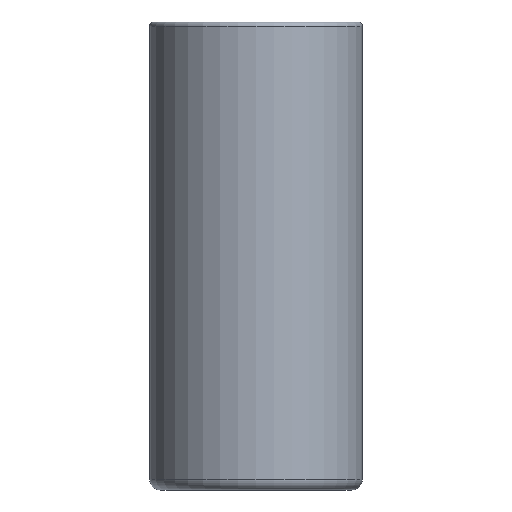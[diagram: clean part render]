
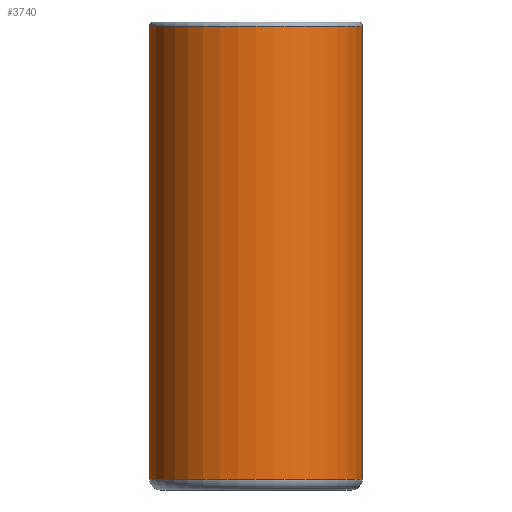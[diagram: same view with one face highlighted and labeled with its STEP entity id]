
A CAD part, front view. The second image highlights one B-rep face of the part: STEP entity #3740.
In plain terms, the highlighted cylindrical face has radius 50 mm (diameter 100 mm), a full revolution.
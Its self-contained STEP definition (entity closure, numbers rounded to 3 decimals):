
#236=FACE_OUTER_BOUND('',#446,.T.);
#446=EDGE_LOOP('',(#2861,#2862,#2863,#2864));
#561=CIRCLE('',#3976,50.);
#564=CIRCLE('',#3980,50.);
#1095=LINE('',#10279,#1273);
#1273=VECTOR('',#4577,50.);
#1625=VERTEX_POINT('',#10271);
#1627=VERTEX_POINT('',#10277);
#2145=EDGE_CURVE('',#1625,#1625,#561,.T.);
#2148=EDGE_CURVE('',#1627,#1627,#564,.T.);
#2149=EDGE_CURVE('',#1627,#1625,#1095,.T.);
#2861=ORIENTED_EDGE('',*,*,#2148,.F.);
#2862=ORIENTED_EDGE('',*,*,#2149,.T.);
#2863=ORIENTED_EDGE('',*,*,#2145,.F.);
#2864=ORIENTED_EDGE('',*,*,#2149,.F.);
#3555=CYLINDRICAL_SURFACE('',#3979,50.);
#3740=ADVANCED_FACE('',(#236),#3555,.T.);
#3976=AXIS2_PLACEMENT_3D('',#10272,#4567,#4568);
#3979=AXIS2_PLACEMENT_3D('',#10276,#4573,#4574);
#3980=AXIS2_PLACEMENT_3D('',#10278,#4575,#4576);
#4567=DIRECTION('center_axis',(0.,0.,-1.));
#4568=DIRECTION('ref_axis',(1.,0.,0.));
#4573=DIRECTION('center_axis',(0.,0.,1.));
#4574=DIRECTION('ref_axis',(1.,0.,0.));
#4575=DIRECTION('center_axis',(0.,0.,1.));
#4576=DIRECTION('ref_axis',(1.,0.,0.));
#4577=DIRECTION('',(0.,0.,-1.));
#10271=CARTESIAN_POINT('',(-50.,0.,5.));
#10272=CARTESIAN_POINT('Origin',(0.,0.,5.));
#10276=CARTESIAN_POINT('Origin',(0.,0.,0.));
#10277=CARTESIAN_POINT('',(-50.,0.,218.));
#10278=CARTESIAN_POINT('Origin',(0.,0.,218.));
#10279=CARTESIAN_POINT('',(-50.,0.,0.));
